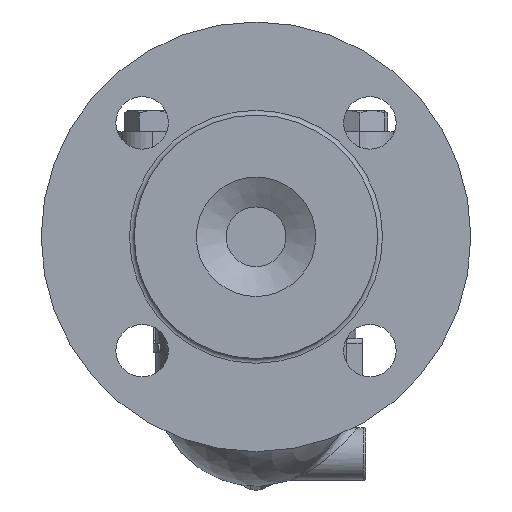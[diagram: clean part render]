
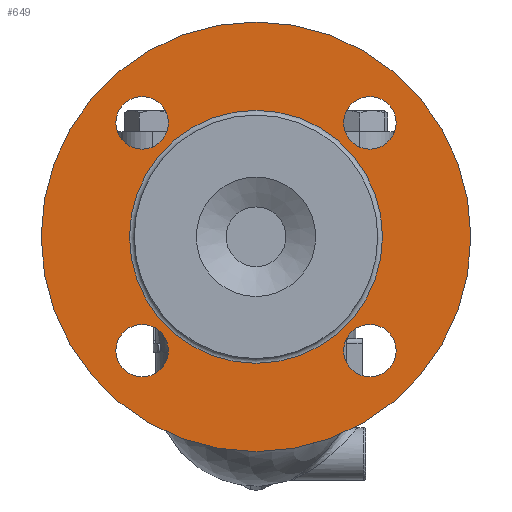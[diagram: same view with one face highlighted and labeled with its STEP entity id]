
A CAD part, left-side view. The second image highlights one B-rep face of the part: STEP entity #649.
In plain terms, the highlighted planar face has unit normal (-1, 0, 0).
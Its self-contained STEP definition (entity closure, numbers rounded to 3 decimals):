
#563=CARTESIAN_POINT('',(-137.,0.0,26.));
#564=VERTEX_POINT('',#563);
#565=CARTESIAN_POINT('',(-137.,0.0,-27.));
#566=DIRECTION('',(-1.0,0.0,0.0));
#567=DIRECTION('',(0.0,0.0,-1.0));
#568=AXIS2_PLACEMENT_3D('',#565,#566,#567);
#569=CIRCLE('',#568,53.);
#570=EDGE_CURVE('',#564,#564,#569,.T.);
#586=CARTESIAN_POINT('',(-137.,0.0,43.5));
#587=DIRECTION('',(-1.0,0.0,0.0));
#588=DIRECTION('',(0.0,0.0,1.0));
#589=AXIS2_PLACEMENT_3D('',#586,#587,#588);
#590=PLANE('',#589);
#591=CARTESIAN_POINT('',(-137.,0.0,63.));
#592=VERTEX_POINT('',#591);
#593=CARTESIAN_POINT('',(-137.,0.0,-27.));
#594=DIRECTION('',(-1.0,0.0,0.0));
#595=DIRECTION('',(0.0,0.0,1.0));
#596=AXIS2_PLACEMENT_3D('',#593,#594,#595);
#597=CIRCLE('',#596,90.0);
#598=EDGE_CURVE('',#592,#592,#597,.T.);
#599=ORIENTED_EDGE('',*,*,#598,.T.);
#600=EDGE_LOOP('',(#599));
#601=FACE_OUTER_BOUND('',#600,.T.);
#602=CARTESIAN_POINT('',(-137.,47.73,31.73));
#603=VERTEX_POINT('',#602);
#604=CARTESIAN_POINT('',(-137.,47.73,20.73));
#605=DIRECTION('',(1.0,0.0,0.0));
#606=DIRECTION('',(0.0,0.0,-1.0));
#607=AXIS2_PLACEMENT_3D('',#604,#605,#606);
#608=CIRCLE('',#607,11.0);
#609=EDGE_CURVE('',#603,#603,#608,.T.);
#610=ORIENTED_EDGE('',*,*,#609,.T.);
#611=EDGE_LOOP('',(#610));
#612=FACE_BOUND('',#611,.T.);
#613=CARTESIAN_POINT('',(-137.,47.73,-63.73));
#614=VERTEX_POINT('',#613);
#615=CARTESIAN_POINT('',(-137.,47.73,-74.73));
#616=DIRECTION('',(1.0,0.0,0.0));
#617=DIRECTION('',(0.0,0.0,-1.0));
#618=AXIS2_PLACEMENT_3D('',#615,#616,#617);
#619=CIRCLE('',#618,11.0);
#620=EDGE_CURVE('',#614,#614,#619,.T.);
#621=ORIENTED_EDGE('',*,*,#620,.T.);
#622=EDGE_LOOP('',(#621));
#623=FACE_BOUND('',#622,.T.);
#624=CARTESIAN_POINT('',(-137.,-47.73,-63.73));
#625=VERTEX_POINT('',#624);
#626=CARTESIAN_POINT('',(-137.,-47.73,-74.73));
#627=DIRECTION('',(1.0,0.0,0.0));
#628=DIRECTION('',(0.0,0.0,-1.0));
#629=AXIS2_PLACEMENT_3D('',#626,#627,#628);
#630=CIRCLE('',#629,11.0);
#631=EDGE_CURVE('',#625,#625,#630,.T.);
#632=ORIENTED_EDGE('',*,*,#631,.T.);
#633=EDGE_LOOP('',(#632));
#634=FACE_BOUND('',#633,.T.);
#635=CARTESIAN_POINT('',(-137.,-47.73,31.73));
#636=VERTEX_POINT('',#635);
#637=CARTESIAN_POINT('',(-137.,-47.73,20.73));
#638=DIRECTION('',(1.0,0.0,0.0));
#639=DIRECTION('',(0.0,0.0,-1.0));
#640=AXIS2_PLACEMENT_3D('',#637,#638,#639);
#641=CIRCLE('',#640,11.0);
#642=EDGE_CURVE('',#636,#636,#641,.T.);
#643=ORIENTED_EDGE('',*,*,#642,.T.);
#644=EDGE_LOOP('',(#643));
#645=FACE_BOUND('',#644,.T.);
#646=ORIENTED_EDGE('',*,*,#570,.F.);
#647=EDGE_LOOP('',(#646));
#648=FACE_BOUND('',#647,.T.);
#649=ADVANCED_FACE('',(#601,#612,#623,#634,#645,#648),#590,.T.);
